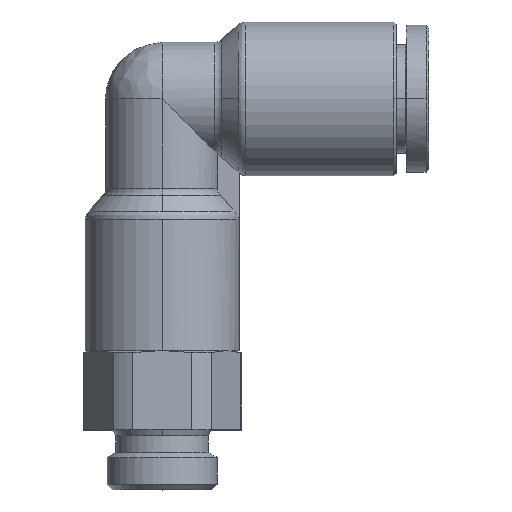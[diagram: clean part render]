
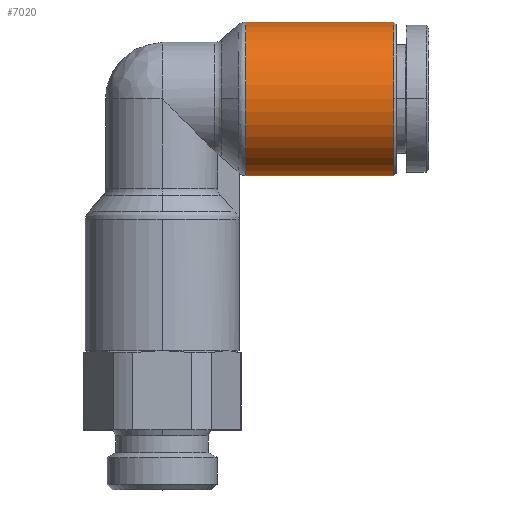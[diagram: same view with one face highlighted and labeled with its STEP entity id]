
A CAD part, top view. The second image highlights one B-rep face of the part: STEP entity #7020.
In plain terms, the highlighted cylindrical face has radius 6.8 mm (diameter 13.6 mm), a partial arc.
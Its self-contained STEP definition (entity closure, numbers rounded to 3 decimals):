
#9 = VERTEX_POINT ( 'NONE', #14680 ) ;
#671 = VERTEX_POINT ( 'NONE', #10882 ) ;
#1209 = EDGE_CURVE ( 'NONE', #671, #8235, #14705, .T. ) ;
#1316 = ORIENTED_EDGE ( 'NONE', *, *, #4701, .T. ) ;
#1502 = ORIENTED_EDGE ( 'NONE', *, *, #1209, .T. ) ;
#1788 = CARTESIAN_POINT ( 'NONE',  ( 13.028, 0., 6.8 ) ) ;
#2200 = VERTEX_POINT ( 'NONE', #5724 ) ;
#3076 = CIRCLE ( 'NONE', #10045, 6.8 ) ;
#3097 = CIRCLE ( 'NONE', #4175, 6.8 ) ;
#3151 = CARTESIAN_POINT ( 'NONE',  ( -0.089, 0., 0. ) ) ;
#4175 = AXIS2_PLACEMENT_3D ( 'NONE', #8139, #4182, #4238 ) ;
#4182 = DIRECTION ( 'NONE',  ( -1., 0., 0. ) ) ;
#4238 = DIRECTION ( 'NONE',  ( 0., 0., -1. ) ) ;
#4355 = DIRECTION ( 'NONE',  ( 0., 0., -1. ) ) ;
#4701 = EDGE_CURVE ( 'NONE', #2200, #9631, #3076, .T. ) ;
#5699 = DIRECTION ( 'NONE',  ( 1., 0., 0. ) ) ;
#5724 = CARTESIAN_POINT ( 'NONE',  ( -0.089, 0., 6.8 ) ) ;
#6727 = AXIS2_PLACEMENT_3D ( 'NONE', #14694, #15946, #7159 ) ;
#6954 = ORIENTED_EDGE ( 'NONE', *, *, #13232, .T. ) ;
#7020 = ADVANCED_FACE ( 'NONE', ( #7156 ), #11488, .T. ) ;
#7156 = FACE_OUTER_BOUND ( 'NONE', #11511, .T. ) ;
#7159 = DIRECTION ( 'NONE',  ( 0., 0., -1. ) ) ;
#7396 = EDGE_CURVE ( 'NONE', #2200, #8235, #13622, .T. ) ;
#7710 = AXIS2_PLACEMENT_3D ( 'NONE', #9034, #10356, #12825 ) ;
#8139 = CARTESIAN_POINT ( 'NONE',  ( 13.028, 0., 0. ) ) ;
#8235 = VERTEX_POINT ( 'NONE', #1788 ) ;
#8886 = CARTESIAN_POINT ( 'NONE',  ( 4.528, 0., 6.8 ) ) ;
#9034 = CARTESIAN_POINT ( 'NONE',  ( 4.528, 0., 0. ) ) ;
#9631 = VERTEX_POINT ( 'NONE', #13674 ) ;
#9912 = VECTOR ( 'NONE', #11304, 1000. ) ;
#9942 = DIRECTION ( 'NONE',  ( 1., 0., 0. ) ) ;
#10045 = AXIS2_PLACEMENT_3D ( 'NONE', #3151, #5699, #4355 ) ;
#10356 = DIRECTION ( 'NONE',  ( 1., 0., 0. ) ) ;
#10882 = CARTESIAN_POINT ( 'NONE',  ( 13.028, -6.8, 0. ) ) ;
#11152 = CARTESIAN_POINT ( 'NONE',  ( 4.528, 0., -6.8 ) ) ;
#11304 = DIRECTION ( 'NONE',  ( 1., 0., 0. ) ) ;
#11433 = LINE ( 'NONE', #11152, #15949 ) ;
#11488 = CYLINDRICAL_SURFACE ( 'NONE', #7710, 6.8 ) ;
#11511 = EDGE_LOOP ( 'NONE', ( #13595, #1316, #6954, #12734, #1502 ) ) ;
#12734 = ORIENTED_EDGE ( 'NONE', *, *, #13971, .T. ) ;
#12825 = DIRECTION ( 'NONE',  ( 0., 0., -1. ) ) ;
#13232 = EDGE_CURVE ( 'NONE', #9631, #9, #11433, .T. ) ;
#13595 = ORIENTED_EDGE ( 'NONE', *, *, #7396, .F. ) ;
#13622 = LINE ( 'NONE', #8886, #9912 ) ;
#13674 = CARTESIAN_POINT ( 'NONE',  ( -0.089, 0., -6.8 ) ) ;
#13971 = EDGE_CURVE ( 'NONE', #9, #671, #3097, .T. ) ;
#14680 = CARTESIAN_POINT ( 'NONE',  ( 13.028, 0., -6.8 ) ) ;
#14694 = CARTESIAN_POINT ( 'NONE',  ( 13.028, 0., 0. ) ) ;
#14705 = CIRCLE ( 'NONE', #6727, 6.8 ) ;
#15946 = DIRECTION ( 'NONE',  ( -1., 0., 0. ) ) ;
#15949 = VECTOR ( 'NONE', #9942, 1000. ) ;
